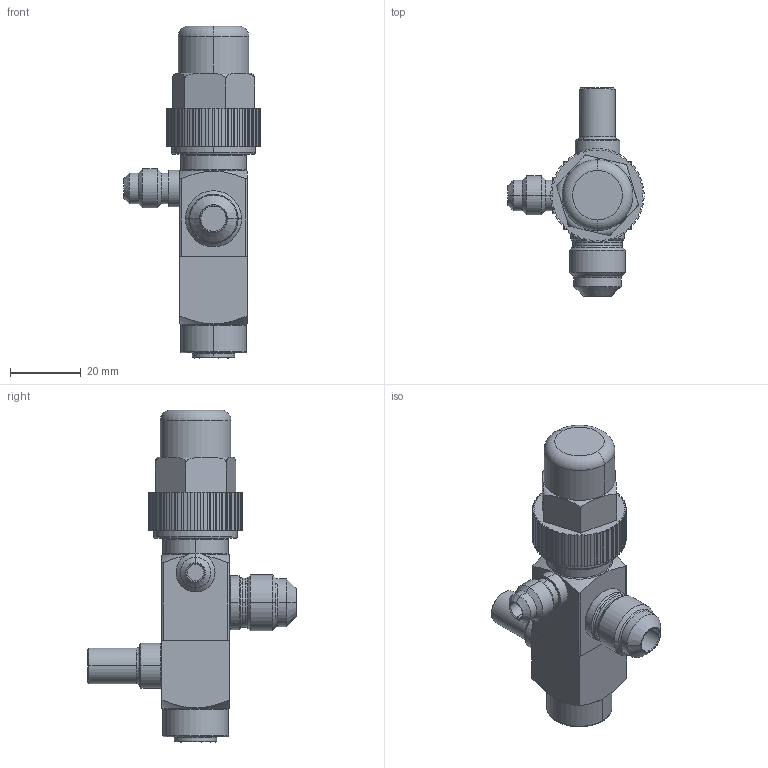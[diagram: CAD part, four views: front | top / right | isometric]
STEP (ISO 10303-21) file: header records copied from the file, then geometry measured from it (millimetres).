
FILE_DESCRIPTION (( 'STEP AP203' ), '1' );
FILE_NAME ('119-3610.STEP', '2024-12-03T15:24:21', ( '' ), ( '' ), 'SwSTEP 2.0', 'SolidWorks 2022', '' );
FILE_SCHEMA (( 'CONFIG_CONTROL_DESIGN' ));
Length unit declared in the file: millimetre
Products named in the file (1): 119-3610
Bounding box: 38.63 x 59.18 x 94.12 mm (x, y, z)
Surface area: 16113.7 mm2 (no closed solid volume)
Topology: 0 solids, 8 shells, 413 faces, 1128 edges, 734 vertices
Faces by surface type: plane 223, cylinder 104, cone 48, bspline 28, torus 10
Entity records: 15478 total; most frequent: CARTESIAN_POINT 4914, ORIENTED_EDGE 2218, DIRECTION 2164, EDGE_CURVE 1128, VERTEX_POINT 734, LINE 732, VECTOR 732, AXIS2_PLACEMENT_3D 716
